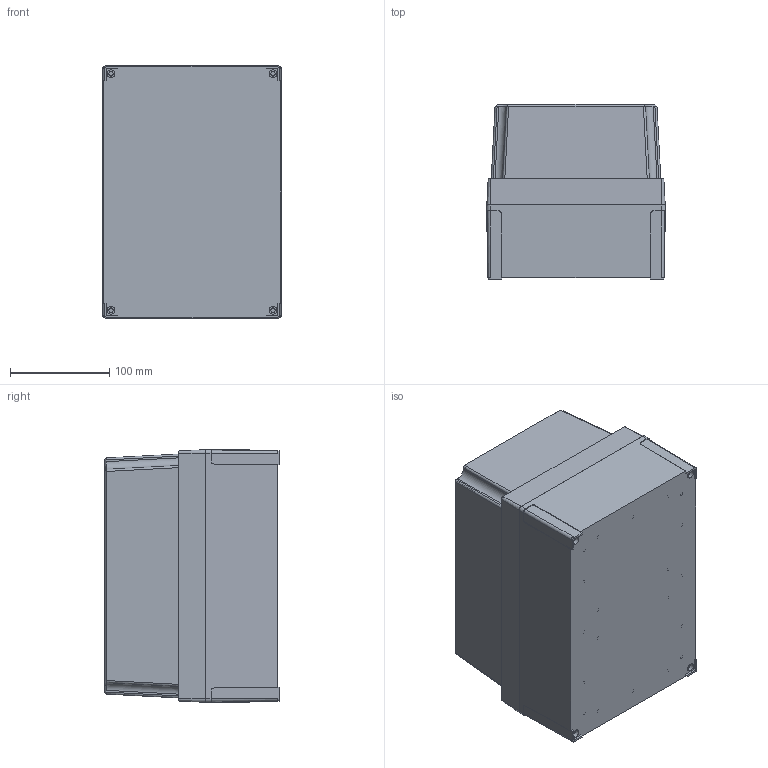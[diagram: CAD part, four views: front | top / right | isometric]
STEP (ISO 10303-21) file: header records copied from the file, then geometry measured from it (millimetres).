
FILE_DESCRIPTION (( 'STEP AP214' ), '1' );
FILE_NAME ('6013329_FIBOX_MNX_PC_200_175_XHG.STEP', '2023-02-16T13:03:16', ( '' ), ( '' ), 'SwSTEP 2.0', 'SolidWorks 2021', '' );
FILE_SCHEMA (( 'AUTOMOTIVE_DESIGN' ));
Length unit declared in the file: millimetre
Products named in the file (4): 6013329_FIBOX_MNX_PC_200_175_XHG; FIBOX_MNX200100C; FIBOX_MNXSS14551H; FIBOX_MNX200XHB
Assembly tree (6 placements, depth 2):
  6013329_FIBOX_MNX_PC_200_175_XHG
    FIBOX_MNX200XHB
    FIBOX_MNX200100C
    FIBOX_MNXSS14551H  x4
Bounding box: 180.1 x 176.6 x 255.1 mm (x, y, z)
Volume: 684746.1 mm3; surface area: 480448.6 mm2
Topology: 6 solids, 6 shells, 709 faces, 1762 edges, 1165 vertices
Faces by surface type: plane 407, cylinder 252, cone 44, bspline 6
Entity records: 21426 total; most frequent: CARTESIAN_POINT 6049, DIRECTION 3203, ORIENTED_EDGE 3116, EDGE_CURVE 1558, AXIS2_PLACEMENT_3D 1144, VERTEX_POINT 1033, LINE 915, VECTOR 915
